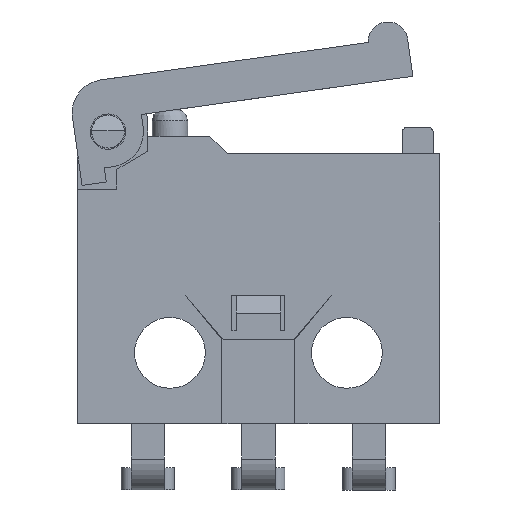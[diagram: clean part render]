
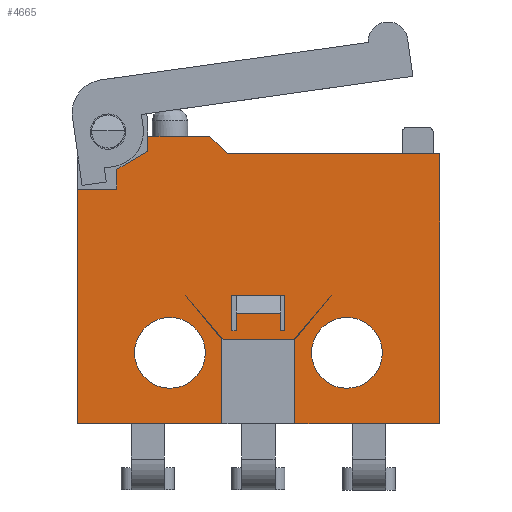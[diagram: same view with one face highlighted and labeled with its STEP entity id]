
A CAD part, front view. The second image highlights one B-rep face of the part: STEP entity #4665.
In plain terms, the highlighted planar face has unit normal (0, -1, 0).
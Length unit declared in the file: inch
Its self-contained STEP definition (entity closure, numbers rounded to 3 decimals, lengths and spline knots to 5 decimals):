
#2924=CARTESIAN_POINT('',(-0.01969,-0.05315,-0.01575));
#2925=VERTEX_POINT('',#2924);
#2934=CARTESIAN_POINT('',(0.01969,-0.05315,-0.01575));
#2935=VERTEX_POINT('',#2934);
#2936=CARTESIAN_POINT('',(0.01969,-0.05315,-0.01575));
#2937=DIRECTION('',(-1.0,0.0,0.0));
#2938=VECTOR('',#2937,0.03937);
#2939=LINE('',#2936,#2938);
#2940=EDGE_CURVE('',#2935,#2925,#2939,.T.);
#3012=CARTESIAN_POINT('',(-0.01969,-0.05315,-0.0315));
#3013=VERTEX_POINT('',#3012);
#3020=CARTESIAN_POINT('',(-0.01969,-0.05315,-0.0315));
#3021=DIRECTION('',(0.0,0.0,1.0));
#3022=VECTOR('',#3021,0.01575);
#3023=LINE('',#3020,#3022);
#3024=EDGE_CURVE('',#3013,#2925,#3023,.T.);
#3255=CARTESIAN_POINT('',(0.16142,-0.05315,-0.11417));
#3256=VERTEX_POINT('',#3255);
#3263=CARTESIAN_POINT('',(0.03248,-0.05315,-0.11417));
#3264=VERTEX_POINT('',#3263);
#3265=CARTESIAN_POINT('',(0.03248,-0.05315,-0.11417));
#3266=DIRECTION('',(1.0,0.0,0.0));
#3267=VECTOR('',#3266,0.12894);
#3268=LINE('',#3265,#3267);
#3269=EDGE_CURVE('',#3264,#3256,#3268,.T.);
#3278=CARTESIAN_POINT('',(-0.03248,-0.05315,-0.11417));
#3279=VERTEX_POINT('',#3278);
#3286=CARTESIAN_POINT('',(-0.16142,-0.05315,-0.11417));
#3287=VERTEX_POINT('',#3286);
#3288=CARTESIAN_POINT('',(-0.16142,-0.05315,-0.11417));
#3289=DIRECTION('',(1.0,0.0,0.0));
#3290=VECTOR('',#3289,0.12894);
#3291=LINE('',#3288,#3290);
#3292=EDGE_CURVE('',#3287,#3279,#3291,.T.);
#3335=CARTESIAN_POINT('',(0.01969,-0.05315,-0.0315));
#3336=VERTEX_POINT('',#3335);
#3337=CARTESIAN_POINT('',(0.01969,-0.05315,-0.01575));
#3338=DIRECTION('',(0.0,0.0,-1.0));
#3339=VECTOR('',#3338,0.01575);
#3340=LINE('',#3337,#3339);
#3341=EDGE_CURVE('',#2935,#3336,#3340,.T.);
#3366=CARTESIAN_POINT('',(0.03248,-0.05315,-0.03937));
#3367=VERTEX_POINT('',#3366);
#3368=CARTESIAN_POINT('',(0.03248,-0.05315,-0.03937));
#3369=DIRECTION('',(0.0,0.0,-1.0));
#3370=VECTOR('',#3369,0.0748);
#3371=LINE('',#3368,#3370);
#3372=EDGE_CURVE('',#3367,#3264,#3371,.T.);
#3390=CARTESIAN_POINT('',(0.06496,-0.05315,0.));
#3391=VERTEX_POINT('',#3390);
#3392=CARTESIAN_POINT('',(0.06496,-0.05315,0.));
#3393=DIRECTION('',(-0.636,0.,-0.771));
#3394=VECTOR('',#3393,0.05104);
#3395=LINE('',#3392,#3394);
#3396=EDGE_CURVE('',#3391,#3367,#3395,.T.);
#3413=CARTESIAN_POINT('',(-0.06496,-0.05315,0.));
#3414=VERTEX_POINT('',#3413);
#3421=CARTESIAN_POINT('',(-0.03248,-0.05315,-0.03937));
#3422=VERTEX_POINT('',#3421);
#3423=CARTESIAN_POINT('',(-0.03248,-0.05315,-0.03937));
#3424=DIRECTION('',(-0.636,0.,0.771));
#3425=VECTOR('',#3424,0.05104);
#3426=LINE('',#3423,#3425);
#3427=EDGE_CURVE('',#3422,#3414,#3426,.T.);
#3445=CARTESIAN_POINT('',(-0.03248,-0.05315,-0.11417));
#3446=DIRECTION('',(0.0,0.0,1.0));
#3447=VECTOR('',#3446,0.0748);
#3448=LINE('',#3445,#3447);
#3449=EDGE_CURVE('',#3279,#3422,#3448,.T.);
#3471=CARTESIAN_POINT('',(0.11024,-0.05315,-0.05118));
#3472=VERTEX_POINT('',#3471);
#3473=CARTESIAN_POINT('',(0.07874,-0.05315,-0.05118));
#3474=DIRECTION('',(0.0,1.0,0.0));
#3475=DIRECTION('',(-1.0,0.0,0.0));
#3476=AXIS2_PLACEMENT_3D('',#3473,#3474,#3475);
#3477=CIRCLE('',#3476,0.0315);
#3478=EDGE_CURVE('',#3472,#3472,#3477,.T.);
#3499=CARTESIAN_POINT('',(-0.04724,-0.05315,-0.05118));
#3500=VERTEX_POINT('',#3499);
#3501=CARTESIAN_POINT('',(-0.07874,-0.05315,-0.05118));
#3502=DIRECTION('',(0.0,1.0,0.0));
#3503=DIRECTION('',(-1.0,0.0,0.0));
#3504=AXIS2_PLACEMENT_3D('',#3501,#3502,#3503);
#3505=CIRCLE('',#3504,0.0315);
#3506=EDGE_CURVE('',#3500,#3500,#3505,.T.);
#3566=CARTESIAN_POINT('',(-0.02362,-0.05315,-0.0315));
#3567=VERTEX_POINT('',#3566);
#3574=CARTESIAN_POINT('',(-0.01969,-0.05315,-0.0315));
#3575=DIRECTION('',(-1.0,0.0,0.0));
#3576=VECTOR('',#3575,0.00394);
#3577=LINE('',#3574,#3576);
#3578=EDGE_CURVE('',#3013,#3567,#3577,.T.);
#3589=CARTESIAN_POINT('',(0.02362,-0.05315,0.));
#3590=VERTEX_POINT('',#3589);
#3597=CARTESIAN_POINT('',(-0.02362,-0.05315,0.));
#3598=VERTEX_POINT('',#3597);
#3599=CARTESIAN_POINT('',(-0.02362,-0.05315,0.));
#3600=DIRECTION('',(1.0,0.0,0.0));
#3601=VECTOR('',#3600,0.04724);
#3602=LINE('',#3599,#3601);
#3603=EDGE_CURVE('',#3598,#3590,#3602,.T.);
#4317=CARTESIAN_POINT('',(-0.09843,-0.05315,0.12812));
#4318=VERTEX_POINT('',#4317);
#4325=CARTESIAN_POINT('',(-0.09843,-0.05315,0.14173));
#4326=VERTEX_POINT('',#4325);
#4327=CARTESIAN_POINT('',(-0.09843,-0.05315,0.14173));
#4328=DIRECTION('',(0.0,0.0,-1.0));
#4329=VECTOR('',#4328,0.01362);
#4330=LINE('',#4327,#4329);
#4331=EDGE_CURVE('',#4326,#4318,#4330,.T.);
#4389=CARTESIAN_POINT('',(-0.12598,-0.05315,0.1122));
#4390=VERTEX_POINT('',#4389);
#4397=CARTESIAN_POINT('',(-0.09843,-0.05315,0.12812));
#4398=DIRECTION('',(-0.866,0.,-0.5));
#4399=VECTOR('',#4398,0.03182);
#4400=LINE('',#4397,#4399);
#4401=EDGE_CURVE('',#4318,#4390,#4400,.T.);
#4413=CARTESIAN_POINT('',(-0.12598,-0.05315,0.09449));
#4414=VERTEX_POINT('',#4413);
#4421=CARTESIAN_POINT('',(-0.12598,-0.05315,0.1122));
#4422=DIRECTION('',(0.0,0.0,-1.0));
#4423=VECTOR('',#4422,0.01772);
#4424=LINE('',#4421,#4423);
#4425=EDGE_CURVE('',#4390,#4414,#4424,.T.);
#4437=CARTESIAN_POINT('',(-0.16142,-0.05315,0.09449));
#4438=VERTEX_POINT('',#4437);
#4445=CARTESIAN_POINT('',(-0.12598,-0.05315,0.09449));
#4446=DIRECTION('',(-1.0,0.0,0.0));
#4447=VECTOR('',#4446,0.03543);
#4448=LINE('',#4445,#4447);
#4449=EDGE_CURVE('',#4414,#4438,#4448,.T.);
#4557=CARTESIAN_POINT('',(-0.17756,-0.05315,0.15453));
#4558=DIRECTION('',(0.0,-1.0,0.0));
#4559=DIRECTION('',(0.0,0.0,-1.0));
#4560=AXIS2_PLACEMENT_3D('',#4557,#4558,#4559);
#4561=PLANE('',#4560);
#4562=ORIENTED_EDGE('',*,*,#4331,.T.);
#4563=ORIENTED_EDGE('',*,*,#4401,.T.);
#4564=ORIENTED_EDGE('',*,*,#4425,.T.);
#4565=ORIENTED_EDGE('',*,*,#4449,.T.);
#4566=CARTESIAN_POINT('',(-0.16142,-0.05315,0.09449));
#4567=DIRECTION('',(0.0,0.0,-1.0));
#4568=VECTOR('',#4567,0.20866);
#4569=LINE('',#4566,#4568);
#4570=EDGE_CURVE('',#4438,#3287,#4569,.T.);
#4571=ORIENTED_EDGE('',*,*,#4570,.T.);
#4572=ORIENTED_EDGE('',*,*,#3292,.T.);
#4573=ORIENTED_EDGE('',*,*,#3449,.T.);
#4574=ORIENTED_EDGE('',*,*,#3427,.T.);
#4575=CARTESIAN_POINT('',(-0.0315,-0.05315,-0.03937));
#4576=VERTEX_POINT('',#4575);
#4577=CARTESIAN_POINT('',(-0.06496,-0.05315,0.));
#4578=DIRECTION('',(0.648,0.,-0.762));
#4579=VECTOR('',#4578,0.05167);
#4580=LINE('',#4577,#4579);
#4581=EDGE_CURVE('',#3414,#4576,#4580,.T.);
#4582=ORIENTED_EDGE('',*,*,#4581,.T.);
#4583=CARTESIAN_POINT('',(0.0315,-0.05315,-0.03937));
#4584=VERTEX_POINT('',#4583);
#4585=CARTESIAN_POINT('',(-0.0315,-0.05315,-0.03937));
#4586=DIRECTION('',(1.0,0.0,0.0));
#4587=VECTOR('',#4586,0.06299);
#4588=LINE('',#4585,#4587);
#4589=EDGE_CURVE('',#4576,#4584,#4588,.T.);
#4590=ORIENTED_EDGE('',*,*,#4589,.T.);
#4591=CARTESIAN_POINT('',(0.0315,-0.05315,-0.03937));
#4592=DIRECTION('',(0.648,0.,0.762));
#4593=VECTOR('',#4592,0.05167);
#4594=LINE('',#4591,#4593);
#4595=EDGE_CURVE('',#4584,#3391,#4594,.T.);
#4596=ORIENTED_EDGE('',*,*,#4595,.T.);
#4597=ORIENTED_EDGE('',*,*,#3396,.T.);
#4598=ORIENTED_EDGE('',*,*,#3372,.T.);
#4599=ORIENTED_EDGE('',*,*,#3269,.T.);
#4600=CARTESIAN_POINT('',(0.16142,-0.05315,0.12598));
#4601=VERTEX_POINT('',#4600);
#4602=CARTESIAN_POINT('',(0.16142,-0.05315,0.12598));
#4603=DIRECTION('',(0.0,0.0,-1.0));
#4604=VECTOR('',#4603,0.24016);
#4605=LINE('',#4602,#4604);
#4606=EDGE_CURVE('',#4601,#3256,#4605,.T.);
#4607=ORIENTED_EDGE('',*,*,#4606,.F.);
#4608=CARTESIAN_POINT('',(-0.02756,-0.05315,0.12598));
#4609=VERTEX_POINT('',#4608);
#4610=CARTESIAN_POINT('',(0.16142,-0.05315,0.12598));
#4611=DIRECTION('',(-1.0,0.0,0.0));
#4612=VECTOR('',#4611,0.18898);
#4613=LINE('',#4610,#4612);
#4614=EDGE_CURVE('',#4601,#4609,#4613,.T.);
#4615=ORIENTED_EDGE('',*,*,#4614,.T.);
#4616=CARTESIAN_POINT('',(-0.04331,-0.05315,0.14173));
#4617=VERTEX_POINT('',#4616);
#4618=CARTESIAN_POINT('',(-0.04331,-0.05315,0.14173));
#4619=DIRECTION('',(0.707,0.0,-0.707));
#4620=VECTOR('',#4619,0.02227);
#4621=LINE('',#4618,#4620);
#4622=EDGE_CURVE('',#4617,#4609,#4621,.T.);
#4623=ORIENTED_EDGE('',*,*,#4622,.F.);
#4624=CARTESIAN_POINT('',(-0.09843,-0.05315,0.14173));
#4625=DIRECTION('',(1.0,0.0,0.0));
#4626=VECTOR('',#4625,0.05512);
#4627=LINE('',#4624,#4626);
#4628=EDGE_CURVE('',#4326,#4617,#4627,.T.);
#4629=ORIENTED_EDGE('',*,*,#4628,.F.);
#4630=EDGE_LOOP('',(#4562,#4563,#4564,#4565,#4571,#4572,#4573,#4574,#4582,#4590,#4596,#4597,#4598,#4599,#4607,#4615,#4623,#4629));
#4631=FACE_OUTER_BOUND('',#4630,.T.);
#4632=ORIENTED_EDGE('',*,*,#3478,.T.);
#4633=EDGE_LOOP('',(#4632));
#4634=FACE_BOUND('',#4633,.T.);
#4635=ORIENTED_EDGE('',*,*,#3506,.T.);
#4636=EDGE_LOOP('',(#4635));
#4637=FACE_BOUND('',#4636,.T.);
#4638=CARTESIAN_POINT('',(-0.02362,-0.05315,-0.0315));
#4639=DIRECTION('',(0.0,0.0,1.0));
#4640=VECTOR('',#4639,0.0315);
#4641=LINE('',#4638,#4640);
#4642=EDGE_CURVE('',#3567,#3598,#4641,.T.);
#4643=ORIENTED_EDGE('',*,*,#4642,.T.);
#4644=ORIENTED_EDGE('',*,*,#3603,.T.);
#4645=CARTESIAN_POINT('',(0.02362,-0.05315,-0.0315));
#4646=VERTEX_POINT('',#4645);
#4647=CARTESIAN_POINT('',(0.02362,-0.05315,0.));
#4648=DIRECTION('',(0.0,0.0,-1.0));
#4649=VECTOR('',#4648,0.0315);
#4650=LINE('',#4647,#4649);
#4651=EDGE_CURVE('',#3590,#4646,#4650,.T.);
#4652=ORIENTED_EDGE('',*,*,#4651,.T.);
#4653=CARTESIAN_POINT('',(0.02362,-0.05315,-0.0315));
#4654=DIRECTION('',(-1.0,0.0,0.0));
#4655=VECTOR('',#4654,0.00394);
#4656=LINE('',#4653,#4655);
#4657=EDGE_CURVE('',#4646,#3336,#4656,.T.);
#4658=ORIENTED_EDGE('',*,*,#4657,.T.);
#4659=ORIENTED_EDGE('',*,*,#3341,.F.);
#4660=ORIENTED_EDGE('',*,*,#2940,.T.);
#4661=ORIENTED_EDGE('',*,*,#3024,.F.);
#4662=ORIENTED_EDGE('',*,*,#3578,.T.);
#4663=EDGE_LOOP('',(#4643,#4644,#4652,#4658,#4659,#4660,#4661,#4662));
#4664=FACE_BOUND('',#4663,.T.);
#4665=ADVANCED_FACE('',(#4631,#4634,#4637,#4664),#4561,.T.);
